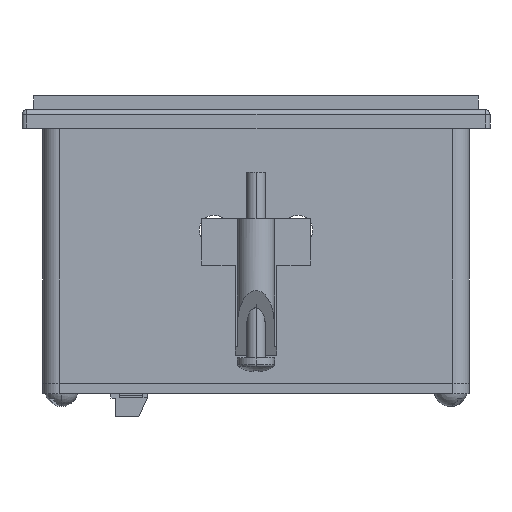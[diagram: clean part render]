
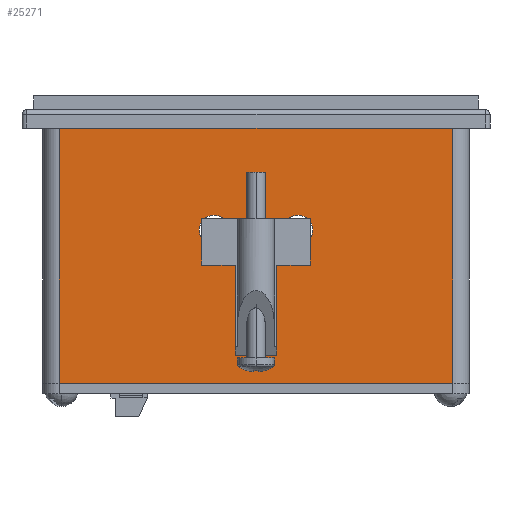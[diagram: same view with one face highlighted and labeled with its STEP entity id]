
A CAD part, left-side view. The second image highlights one B-rep face of the part: STEP entity #25271.
In plain terms, the highlighted planar face has unit normal (-1, 0, 0).
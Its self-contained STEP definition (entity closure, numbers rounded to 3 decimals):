
#260 = DIRECTION ( 'NONE',  ( -1., 0., 0. ) ) ;
#1165 = LINE ( 'NONE', #39547, #21685 ) ;
#1902 = PLANE ( 'NONE',  #30614 ) ;
#5993 = DIRECTION ( 'NONE',  ( 0., 1., 0. ) ) ;
#6130 = LINE ( 'NONE', #12313, #27989 ) ;
#6440 = CARTESIAN_POINT ( 'NONE',  ( -46., 42.5, 0. ) ) ;
#7132 = AXIS2_PLACEMENT_3D ( 'NONE', #24859, #260, #28953 ) ;
#7487 = FACE_OUTER_BOUND ( 'NONE', #23022, .T. ) ;
#7788 = CARTESIAN_POINT ( 'NONE',  ( -46., 9., -23. ) ) ;
#8308 = VERTEX_POINT ( 'NONE', #9706 ) ;
#9706 = CARTESIAN_POINT ( 'NONE',  ( -46., 5.75, -23. ) ) ;
#9914 = EDGE_LOOP ( 'NONE', ( #25157, #42990 ) ) ;
#10201 = EDGE_CURVE ( 'NONE', #33147, #42883, #1165, .T. ) ;
#10595 = EDGE_CURVE ( 'NONE', #21647, #41585, #49765, .T. ) ;
#11904 = DIRECTION ( 'NONE',  ( 0., -1., 0. ) ) ;
#12313 = CARTESIAN_POINT ( 'NONE',  ( -46., 46., 0. ) ) ;
#13057 = DIRECTION ( 'NONE',  ( -1., 0., 0. ) ) ;
#13672 = DIRECTION ( 'NONE',  ( 0., 0., 1. ) ) ;
#15135 = CARTESIAN_POINT ( 'NONE',  ( -46., 46., -56. ) ) ;
#15768 = DIRECTION ( 'NONE',  ( -1., 0., 0. ) ) ;
#15924 = CARTESIAN_POINT ( 'NONE',  ( -46., -12.25, -23. ) ) ;
#16256 = AXIS2_PLACEMENT_3D ( 'NONE', #37615, #13057, #41691 ) ;
#16882 = ORIENTED_EDGE ( 'NONE', *, *, #10201, .T. ) ;
#17081 = FACE_BOUND ( 'NONE', #9914, .T. ) ;
#20186 = VERTEX_POINT ( 'NONE', #40745 ) ;
#21647 = VERTEX_POINT ( 'NONE', #52131 ) ;
#21685 = VECTOR ( 'NONE', #47734, 1000. ) ;
#23022 = EDGE_LOOP ( 'NONE', ( #25876, #34967, #23289, #16882 ) ) ;
#23289 = ORIENTED_EDGE ( 'NONE', *, *, #41370, .T. ) ;
#24859 = CARTESIAN_POINT ( 'NONE',  ( -46., -9., -23. ) ) ;
#25157 = ORIENTED_EDGE ( 'NONE', *, *, #30674, .F. ) ;
#25271 = ADVANCED_FACE ( 'NONE', ( #17081, #51029, #7487 ), #1902, .F. ) ;
#25669 = AXIS2_PLACEMENT_3D ( 'NONE', #7788, #36453, #11904 ) ;
#25876 = ORIENTED_EDGE ( 'NONE', *, *, #41756, .F. ) ;
#27989 = VECTOR ( 'NONE', #40946, 1000. ) ;
#28053 = ORIENTED_EDGE ( 'NONE', *, *, #44504, .F. ) ;
#28090 = EDGE_LOOP ( 'NONE', ( #28053, #35242 ) ) ;
#28672 = EDGE_CURVE ( 'NONE', #20186, #8308, #31754, .T. ) ;
#28953 = DIRECTION ( 'NONE',  ( 0., -1., 0. ) ) ;
#30559 = DIRECTION ( 'NONE',  ( 1., 0., 0. ) ) ;
#30614 = AXIS2_PLACEMENT_3D ( 'NONE', #50941, #30559, #5993 ) ;
#30674 = EDGE_CURVE ( 'NONE', #8308, #20186, #44377, .T. ) ;
#31754 = CIRCLE ( 'NONE', #25669, 3.25 ) ;
#33147 = VERTEX_POINT ( 'NONE', #6440 ) ;
#34383 = CARTESIAN_POINT ( 'NONE',  ( -46., -42.5, 0. ) ) ;
#34941 = CARTESIAN_POINT ( 'NONE',  ( -46., 42.5, -56. ) ) ;
#34967 = ORIENTED_EDGE ( 'NONE', *, *, #10595, .T. ) ;
#35242 = ORIENTED_EDGE ( 'NONE', *, *, #51404, .F. ) ;
#35562 = LINE ( 'NONE', #15135, #46402 ) ;
#36453 = DIRECTION ( 'NONE',  ( -1., 0., 0. ) ) ;
#37615 = CARTESIAN_POINT ( 'NONE',  ( -46., -9., -23. ) ) ;
#38227 = CARTESIAN_POINT ( 'NONE',  ( -46., -42.5, -56. ) ) ;
#39547 = CARTESIAN_POINT ( 'NONE',  ( -46., 42.5, -56. ) ) ;
#40181 = VECTOR ( 'NONE', #13672, 1000. ) ;
#40332 = CARTESIAN_POINT ( 'NONE',  ( -46., 9., -23. ) ) ;
#40745 = CARTESIAN_POINT ( 'NONE',  ( -46., 12.25, -23. ) ) ;
#40946 = DIRECTION ( 'NONE',  ( 0., 1., 0. ) ) ;
#41370 = EDGE_CURVE ( 'NONE', #41585, #33147, #6130, .T. ) ;
#41585 = VERTEX_POINT ( 'NONE', #34383 ) ;
#41691 = DIRECTION ( 'NONE',  ( 0., -1., 0. ) ) ;
#41756 = EDGE_CURVE ( 'NONE', #21647, #42883, #35562, .T. ) ;
#42883 = VERTEX_POINT ( 'NONE', #34941 ) ;
#42990 = ORIENTED_EDGE ( 'NONE', *, *, #28672, .F. ) ;
#43403 = CARTESIAN_POINT ( 'NONE',  ( -46., -5.75, -23. ) ) ;
#44377 = CIRCLE ( 'NONE', #49116, 3.25 ) ;
#44484 = DIRECTION ( 'NONE',  ( 0., -1., 0. ) ) ;
#44504 = EDGE_CURVE ( 'NONE', #46422, #47978, #46812, .T. ) ;
#46402 = VECTOR ( 'NONE', #47919, 1000. ) ;
#46422 = VERTEX_POINT ( 'NONE', #15924 ) ;
#46812 = CIRCLE ( 'NONE', #16256, 3.25 ) ;
#47734 = DIRECTION ( 'NONE',  ( 0., 0., -1. ) ) ;
#47919 = DIRECTION ( 'NONE',  ( 0., 1., 0. ) ) ;
#47978 = VERTEX_POINT ( 'NONE', #43403 ) ;
#49116 = AXIS2_PLACEMENT_3D ( 'NONE', #40332, #15768, #44484 ) ;
#49765 = LINE ( 'NONE', #38227, #40181 ) ;
#50941 = CARTESIAN_POINT ( 'NONE',  ( -46., 46., -56. ) ) ;
#51029 = FACE_BOUND ( 'NONE', #28090, .T. ) ;
#51404 = EDGE_CURVE ( 'NONE', #47978, #46422, #52382, .T. ) ;
#52131 = CARTESIAN_POINT ( 'NONE',  ( -46., -42.5, -56. ) ) ;
#52382 = CIRCLE ( 'NONE', #7132, 3.25 ) ;
